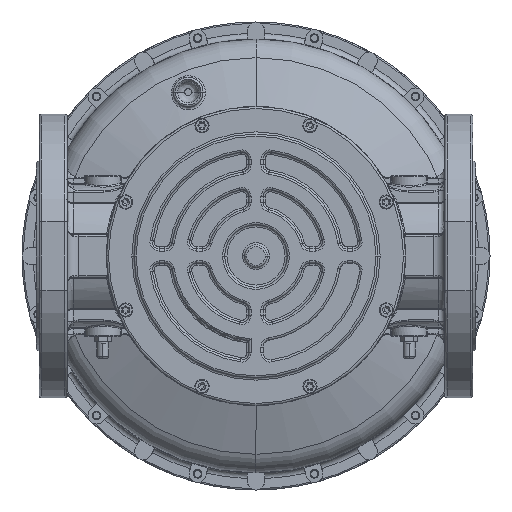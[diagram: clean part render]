
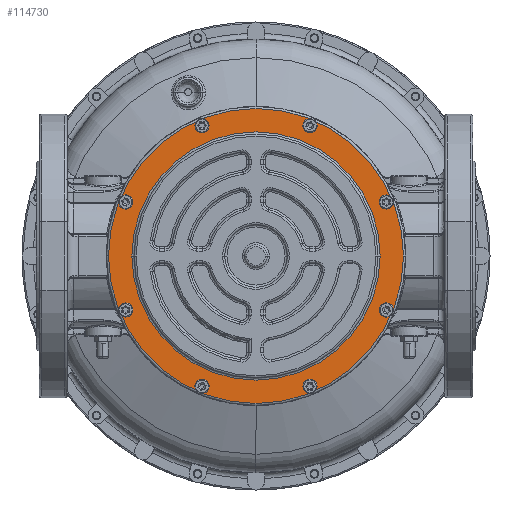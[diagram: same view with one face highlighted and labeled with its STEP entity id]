
A CAD part, front view. The second image highlights one B-rep face of the part: STEP entity #114730.
In plain terms, the highlighted face is planar.
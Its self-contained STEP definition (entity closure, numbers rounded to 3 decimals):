
#112241=CARTESIAN_POINT('',(0.,0.,10.5));
#112242=DIRECTION('',(0.,0.,1.));
#112243=DIRECTION('',(1.,0.,0.));
#112244=AXIS2_PLACEMENT_3D('',#112241,#112242,#112243);
#112246=CARTESIAN_POINT('',(0.,0.,10.5));
#112247=DIRECTION('',(0.,0.,1.));
#112248=DIRECTION('',(-1.,0.,0.));
#112249=AXIS2_PLACEMENT_3D('',#112246,#112247,#112248);
#112251=CARTESIAN_POINT('',(0.,0.,10.5));
#112252=DIRECTION('',(0.,0.,1.));
#112253=DIRECTION('',(1.,0.,0.));
#112254=AXIS2_PLACEMENT_3D('',#112251,#112252,#112253);
#112256=CARTESIAN_POINT('',(0.,0.,10.5));
#112257=DIRECTION('',(0.,0.,1.));
#112258=DIRECTION('',(-1.,0.,0.));
#112259=AXIS2_PLACEMENT_3D('',#112256,#112257,#112258);
#112261=CARTESIAN_POINT('',(-38.077,91.926,10.5));
#112262=DIRECTION('',(0.,0.,1.));
#112263=DIRECTION('',(1.,0.,0.));
#112264=AXIS2_PLACEMENT_3D('',#112261,#112262,#112263);
#112266=CARTESIAN_POINT('',(-38.077,91.926,10.5));
#112267=DIRECTION('',(0.,0.,1.));
#112268=DIRECTION('',(-1.,0.,0.));
#112269=AXIS2_PLACEMENT_3D('',#112266,#112267,#112268);
#112271=CARTESIAN_POINT('',(-91.926,38.077,10.5));
#112272=DIRECTION('',(0.,0.,1.));
#112273=DIRECTION('',(0.707,0.707,0.));
#112274=AXIS2_PLACEMENT_3D('',#112271,#112272,#112273);
#112276=CARTESIAN_POINT('',(-91.926,38.077,10.5));
#112277=DIRECTION('',(0.,0.,1.));
#112278=DIRECTION('',(-0.707,-0.707,0.));
#112279=AXIS2_PLACEMENT_3D('',#112276,#112277,#112278);
#112281=CARTESIAN_POINT('',(-91.926,-38.077,10.5));
#112282=DIRECTION('',(0.,0.,1.));
#112283=DIRECTION('',(0.,1.,0.));
#112284=AXIS2_PLACEMENT_3D('',#112281,#112282,#112283);
#112286=CARTESIAN_POINT('',(-91.926,-38.077,10.5));
#112287=DIRECTION('',(0.,0.,1.));
#112288=DIRECTION('',(0.,-1.,0.));
#112289=AXIS2_PLACEMENT_3D('',#112286,#112287,#112288);
#112291=CARTESIAN_POINT('',(-38.077,-91.926,10.5));
#112292=DIRECTION('',(0.,0.,1.));
#112293=DIRECTION('',(-0.707,0.707,0.));
#112294=AXIS2_PLACEMENT_3D('',#112291,#112292,#112293);
#112296=CARTESIAN_POINT('',(-38.077,-91.926,10.5));
#112297=DIRECTION('',(0.,0.,1.));
#112298=DIRECTION('',(0.707,-0.707,0.));
#112299=AXIS2_PLACEMENT_3D('',#112296,#112297,#112298);
#112301=CARTESIAN_POINT('',(38.077,-91.926,10.5));
#112302=DIRECTION('',(0.,0.,1.));
#112303=DIRECTION('',(-1.,0.,0.));
#112304=AXIS2_PLACEMENT_3D('',#112301,#112302,#112303);
#112306=CARTESIAN_POINT('',(38.077,-91.926,10.5));
#112307=DIRECTION('',(0.,0.,1.));
#112308=DIRECTION('',(1.,0.,0.));
#112309=AXIS2_PLACEMENT_3D('',#112306,#112307,#112308);
#112311=CARTESIAN_POINT('',(91.926,-38.077,10.5));
#112312=DIRECTION('',(0.,0.,1.));
#112313=DIRECTION('',(-0.707,-0.707,0.));
#112314=AXIS2_PLACEMENT_3D('',#112311,#112312,#112313);
#112316=CARTESIAN_POINT('',(91.926,-38.077,10.5));
#112317=DIRECTION('',(0.,0.,1.));
#112318=DIRECTION('',(0.707,0.707,0.));
#112319=AXIS2_PLACEMENT_3D('',#112316,#112317,#112318);
#112321=CARTESIAN_POINT('',(91.926,38.077,10.5));
#112322=DIRECTION('',(0.,0.,1.));
#112323=DIRECTION('',(0.,-1.,0.));
#112324=AXIS2_PLACEMENT_3D('',#112321,#112322,#112323);
#112326=CARTESIAN_POINT('',(91.926,38.077,10.5));
#112327=DIRECTION('',(0.,0.,1.));
#112328=DIRECTION('',(0.,1.,0.));
#112329=AXIS2_PLACEMENT_3D('',#112326,#112327,#112328);
#112331=CARTESIAN_POINT('',(38.077,91.926,10.5));
#112332=DIRECTION('',(0.,0.,1.));
#112333=DIRECTION('',(0.707,-0.707,0.));
#112334=AXIS2_PLACEMENT_3D('',#112331,#112332,#112333);
#112336=CARTESIAN_POINT('',(38.077,91.926,10.5));
#112337=DIRECTION('',(0.,0.,1.));
#112338=DIRECTION('',(-0.707,0.707,0.));
#112339=AXIS2_PLACEMENT_3D('',#112336,#112337,#112338);
#114224=CARTESIAN_POINT('',(87.5,0.,10.5));
#114225=CARTESIAN_POINT('',(-87.5,0.,10.5));
#114226=VERTEX_POINT('',#114224);
#114227=VERTEX_POINT('',#114225);
#114228=CARTESIAN_POINT('',(104.,0.,10.5));
#114229=CARTESIAN_POINT('',(-104.,0.,10.5));
#114230=VERTEX_POINT('',#114228);
#114231=VERTEX_POINT('',#114229);
#114516=CARTESIAN_POINT('',(-34.827,91.926,10.5));
#114517=CARTESIAN_POINT('',(-41.327,91.926,10.5));
#114518=VERTEX_POINT('',#114516);
#114519=VERTEX_POINT('',#114517);
#114524=CARTESIAN_POINT('',(-89.628,40.375,10.5));
#114525=CARTESIAN_POINT('',(-94.224,35.779,10.5));
#114526=VERTEX_POINT('',#114524);
#114527=VERTEX_POINT('',#114525);
#114532=CARTESIAN_POINT('',(-91.926,-34.827,10.5));
#114533=CARTESIAN_POINT('',(-91.926,-41.327,10.5));
#114534=VERTEX_POINT('',#114532);
#114535=VERTEX_POINT('',#114533);
#114540=CARTESIAN_POINT('',(-40.375,-89.628,10.5));
#114541=CARTESIAN_POINT('',(-35.779,-94.224,10.5));
#114542=VERTEX_POINT('',#114540);
#114543=VERTEX_POINT('',#114541);
#114548=CARTESIAN_POINT('',(34.827,-91.926,10.5));
#114549=CARTESIAN_POINT('',(41.327,-91.926,10.5));
#114550=VERTEX_POINT('',#114548);
#114551=VERTEX_POINT('',#114549);
#114556=CARTESIAN_POINT('',(89.628,-40.375,10.5));
#114557=CARTESIAN_POINT('',(94.224,-35.779,10.5));
#114558=VERTEX_POINT('',#114556);
#114559=VERTEX_POINT('',#114557);
#114564=CARTESIAN_POINT('',(91.926,34.827,10.5));
#114565=CARTESIAN_POINT('',(91.926,41.327,10.5));
#114566=VERTEX_POINT('',#114564);
#114567=VERTEX_POINT('',#114565);
#114572=CARTESIAN_POINT('',(40.375,89.628,10.5));
#114573=CARTESIAN_POINT('',(35.779,94.224,10.5));
#114574=VERTEX_POINT('',#114572);
#114575=VERTEX_POINT('',#114573);
#114666=CARTESIAN_POINT('',(0.,0.,10.5));
#114667=DIRECTION('',(0.,0.,1.));
#114668=DIRECTION('',(1.,0.,0.));
#114669=AXIS2_PLACEMENT_3D('',#114666,#114667,#114668);
#114670=PLANE('',#114669);
#114671=ORIENTED_EDGE('',*,*,#114656,.F.);
#114673=ORIENTED_EDGE('',*,*,#114672,.F.);
#114674=EDGE_LOOP('',(#114671,#114673));
#114675=FACE_OUTER_BOUND('',#114674,.F.);
#114677=ORIENTED_EDGE('',*,*,#114676,.T.);
#114679=ORIENTED_EDGE('',*,*,#114678,.T.);
#114680=EDGE_LOOP('',(#114677,#114679));
#114681=FACE_BOUND('',#114680,.F.);
#114683=ORIENTED_EDGE('',*,*,#114682,.T.);
#114685=ORIENTED_EDGE('',*,*,#114684,.T.);
#114686=EDGE_LOOP('',(#114683,#114685));
#114687=FACE_BOUND('',#114686,.F.);
#114689=ORIENTED_EDGE('',*,*,#114688,.T.);
#114691=ORIENTED_EDGE('',*,*,#114690,.T.);
#114692=EDGE_LOOP('',(#114689,#114691));
#114693=FACE_BOUND('',#114692,.F.);
#114695=ORIENTED_EDGE('',*,*,#114694,.T.);
#114697=ORIENTED_EDGE('',*,*,#114696,.T.);
#114698=EDGE_LOOP('',(#114695,#114697));
#114699=FACE_BOUND('',#114698,.F.);
#114701=ORIENTED_EDGE('',*,*,#114700,.T.);
#114703=ORIENTED_EDGE('',*,*,#114702,.T.);
#114704=EDGE_LOOP('',(#114701,#114703));
#114705=FACE_BOUND('',#114704,.F.);
#114707=ORIENTED_EDGE('',*,*,#114706,.T.);
#114709=ORIENTED_EDGE('',*,*,#114708,.T.);
#114710=EDGE_LOOP('',(#114707,#114709));
#114711=FACE_BOUND('',#114710,.F.);
#114713=ORIENTED_EDGE('',*,*,#114712,.T.);
#114715=ORIENTED_EDGE('',*,*,#114714,.T.);
#114716=EDGE_LOOP('',(#114713,#114715));
#114717=FACE_BOUND('',#114716,.F.);
#114719=ORIENTED_EDGE('',*,*,#114718,.T.);
#114721=ORIENTED_EDGE('',*,*,#114720,.T.);
#114722=EDGE_LOOP('',(#114719,#114721));
#114723=FACE_BOUND('',#114722,.F.);
#114725=ORIENTED_EDGE('',*,*,#114724,.T.);
#114727=ORIENTED_EDGE('',*,*,#114726,.T.);
#114728=EDGE_LOOP('',(#114725,#114727));
#114729=FACE_BOUND('',#114728,.F.);
#114730=ADVANCED_FACE('',(#114675,#114681,#114687,#114693,#114699,#114705,
#114711,#114717,#114723,#114729),#114670,.T.);
#112245=CIRCLE('',#112244,87.5);
#112250=CIRCLE('',#112249,87.5);
#112255=CIRCLE('',#112254,104.);
#112260=CIRCLE('',#112259,104.);
#112265=CIRCLE('',#112264,3.25);
#112270=CIRCLE('',#112269,3.25);
#112275=CIRCLE('',#112274,3.25);
#112280=CIRCLE('',#112279,3.25);
#112285=CIRCLE('',#112284,3.25);
#112290=CIRCLE('',#112289,3.25);
#112295=CIRCLE('',#112294,3.25);
#112300=CIRCLE('',#112299,3.25);
#112305=CIRCLE('',#112304,3.25);
#112310=CIRCLE('',#112309,3.25);
#112315=CIRCLE('',#112314,3.25);
#112320=CIRCLE('',#112319,3.25);
#112325=CIRCLE('',#112324,3.25);
#112330=CIRCLE('',#112329,3.25);
#112335=CIRCLE('',#112334,3.25);
#112340=CIRCLE('',#112339,3.25);
#114656=EDGE_CURVE('',#114230,#114231,#112255,.T.);
#114672=EDGE_CURVE('',#114231,#114230,#112260,.T.);
#114676=EDGE_CURVE('',#114226,#114227,#112245,.T.);
#114678=EDGE_CURVE('',#114227,#114226,#112250,.T.);
#114682=EDGE_CURVE('',#114518,#114519,#112265,.T.);
#114684=EDGE_CURVE('',#114519,#114518,#112270,.T.);
#114688=EDGE_CURVE('',#114526,#114527,#112275,.T.);
#114690=EDGE_CURVE('',#114527,#114526,#112280,.T.);
#114694=EDGE_CURVE('',#114534,#114535,#112285,.T.);
#114696=EDGE_CURVE('',#114535,#114534,#112290,.T.);
#114700=EDGE_CURVE('',#114542,#114543,#112295,.T.);
#114702=EDGE_CURVE('',#114543,#114542,#112300,.T.);
#114706=EDGE_CURVE('',#114550,#114551,#112305,.T.);
#114708=EDGE_CURVE('',#114551,#114550,#112310,.T.);
#114712=EDGE_CURVE('',#114558,#114559,#112315,.T.);
#114714=EDGE_CURVE('',#114559,#114558,#112320,.T.);
#114718=EDGE_CURVE('',#114566,#114567,#112325,.T.);
#114720=EDGE_CURVE('',#114567,#114566,#112330,.T.);
#114724=EDGE_CURVE('',#114574,#114575,#112335,.T.);
#114726=EDGE_CURVE('',#114575,#114574,#112340,.T.);
